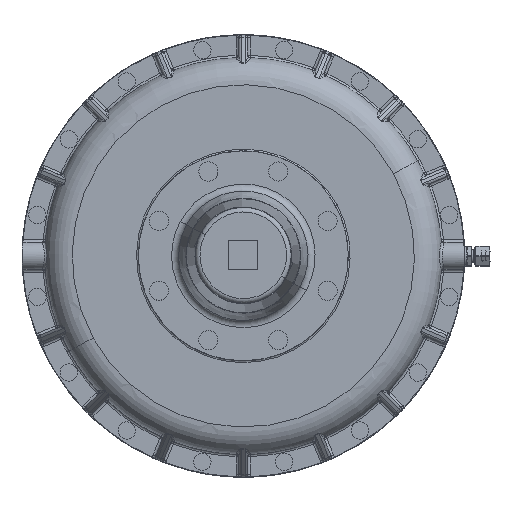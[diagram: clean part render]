
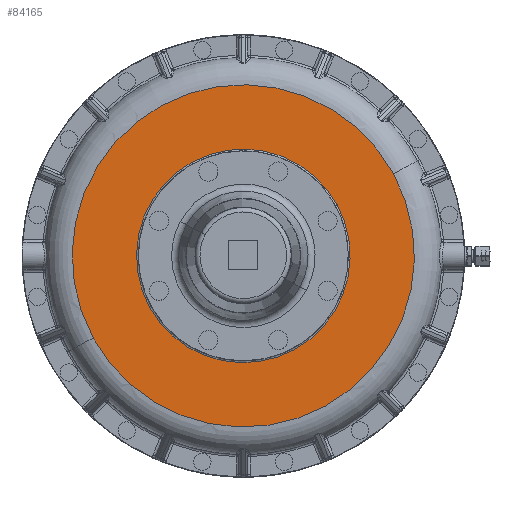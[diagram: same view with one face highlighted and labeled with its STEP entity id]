
A CAD part, top view. The second image highlights one B-rep face of the part: STEP entity #84165.
In plain terms, the highlighted planar face has unit normal (0, 0, 1).
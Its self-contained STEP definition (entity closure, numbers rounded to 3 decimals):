
#72523=CARTESIAN_POINT('Vertex',(164.547,89.892,310.775)) ;
#72526=CARTESIAN_POINT('Axis2P3D Location',(0.,0.,310.775)) ;
#72530=CARTESIAN_POINT('Vertex',(-164.547,-89.892,310.775)) ;
#74977=CARTESIAN_POINT('Axis2P3D Location',(0.,0.,310.775)) ;
#81095=CARTESIAN_POINT('Vertex',(102.677,56.093,310.775)) ;
#81111=CARTESIAN_POINT('Vertex',(-102.677,-56.093,310.775)) ;
#81114=CARTESIAN_POINT('Axis2P3D Location',(0.,0.,310.775)) ;
#81136=CARTESIAN_POINT('Axis2P3D Location',(0.,0.,310.775)) ;
#84152=CARTESIAN_POINT('Axis2P3D Location',(-187.5,0.,310.775)) ;
#72527=DIRECTION('Axis2P3D Direction',(0.,0.,1.)) ;
#74978=DIRECTION('Axis2P3D Direction',(0.,-0.,1.)) ;
#81115=DIRECTION('Axis2P3D Direction',(0.,0.,1.)) ;
#81137=DIRECTION('Axis2P3D Direction',(0.,-0.,1.)) ;
#84153=DIRECTION('Axis2P3D Direction',(0.,0.,1.)) ;
#84154=DIRECTION('Axis2P3D XDirection',(-1.,0.,0.)) ;
#72528=AXIS2_PLACEMENT_3D('Circle Axis2P3D',#72526,#72527,$) ;
#74979=AXIS2_PLACEMENT_3D('Circle Axis2P3D',#74977,#74978,$) ;
#81116=AXIS2_PLACEMENT_3D('Circle Axis2P3D',#81114,#81115,$) ;
#81138=AXIS2_PLACEMENT_3D('Circle Axis2P3D',#81136,#81137,$) ;
#84155=AXIS2_PLACEMENT_3D('Plane Axis2P3D',#84152,#84153,#84154) ;
#84158=ORIENTED_EDGE('',*,*,#74981,.T.) ;
#84159=ORIENTED_EDGE('',*,*,#72532,.T.) ;
#84162=ORIENTED_EDGE('',*,*,#81140,.F.) ;
#84163=ORIENTED_EDGE('',*,*,#81118,.F.) ;
#84164=FACE_BOUND('',#84161,.T.) ;
#84165=ADVANCED_FACE('Brep With Voids',(#84160,#84164),#84156,.T.) ;
#72529=CIRCLE('generated circle',#72528,187.5) ;
#74980=CIRCLE('generated circle',#74979,187.5) ;
#81117=CIRCLE('generated circle',#81116,117.) ;
#81139=CIRCLE('generated circle',#81138,117.) ;
#72532=EDGE_CURVE('',#72531,#72524,#72529,.T.) ;
#74981=EDGE_CURVE('',#72524,#72531,#74980,.T.) ;
#81118=EDGE_CURVE('',#81112,#81096,#81117,.T.) ;
#81140=EDGE_CURVE('',#81096,#81112,#81139,.T.) ;
#84157=EDGE_LOOP('',(#84158,#84159)) ;
#84161=EDGE_LOOP('',(#84162,#84163)) ;
#84160=FACE_OUTER_BOUND('',#84157,.T.) ;
#84156=PLANE('',#84155) ;
#72524=VERTEX_POINT('',#72523) ;
#72531=VERTEX_POINT('',#72530) ;
#81096=VERTEX_POINT('',#81095) ;
#81112=VERTEX_POINT('',#81111) ;
